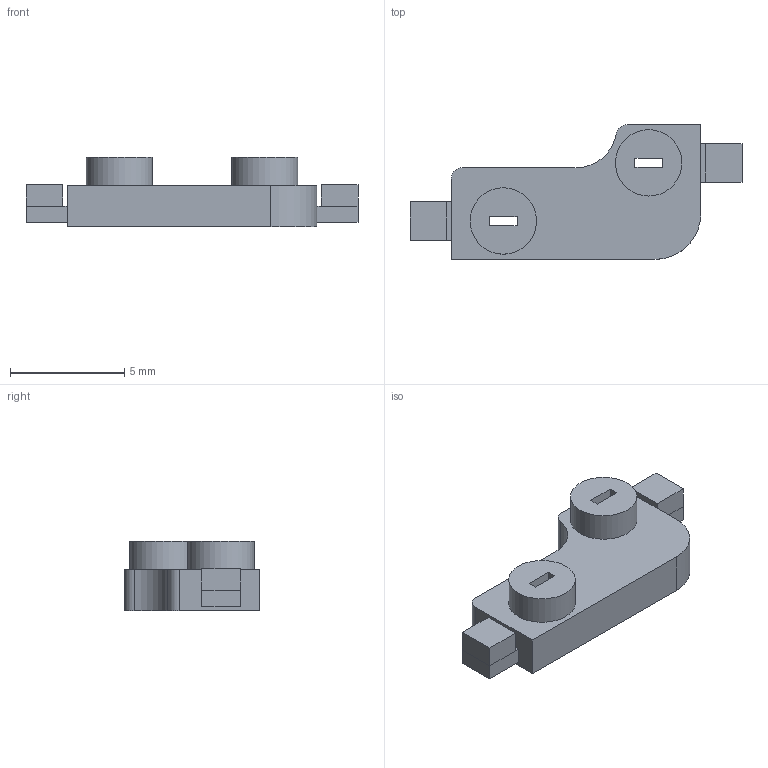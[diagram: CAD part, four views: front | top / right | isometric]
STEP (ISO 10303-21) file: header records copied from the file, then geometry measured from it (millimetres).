
FILE_DESCRIPTION(('FreeCAD Model'),'2;1');
FILE_NAME('Kailh_Socket.step','2020-12-22T22:40:00',(''),(''), 'Open CASCADE STEP processor 7.3','FreeCAD','Unknown');
FILE_SCHEMA(('AUTOMOTIVE_DESIGN { 1 0 10303 214 1 1 1 1 }'));
Length unit declared in the file: millimetre
Products named in the file (1): Body
Bounding box: 14.5 x 5.89 x 3.05 mm (x, y, z)
Volume: 113.4 mm3; surface area: 227.3 mm2
Topology: 1 solids, 1 shells, 43 faces, 103 edges, 66 vertices
Faces by surface type: plane 37, cylinder 6
Full cylindrical faces by diameter (mm): 2.9 x2
Entity records: 2623 total; most frequent: CARTESIAN_POINT 479, DIRECTION 399, LINE 285, VECTOR 285, ORIENTED_EDGE 206, PCURVE 206, DEFINITIONAL_REPRESENTATION 206, EDGE_CURVE 103
